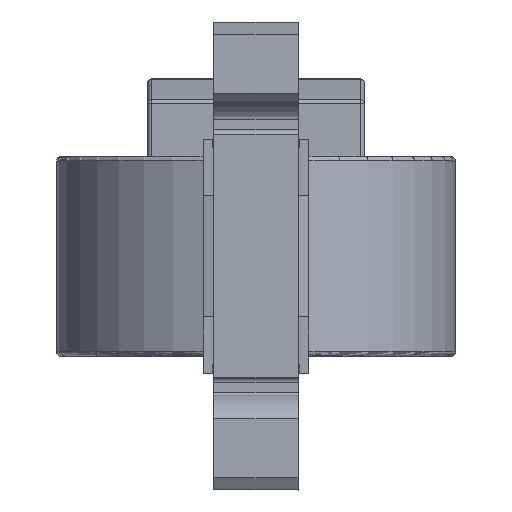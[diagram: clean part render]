
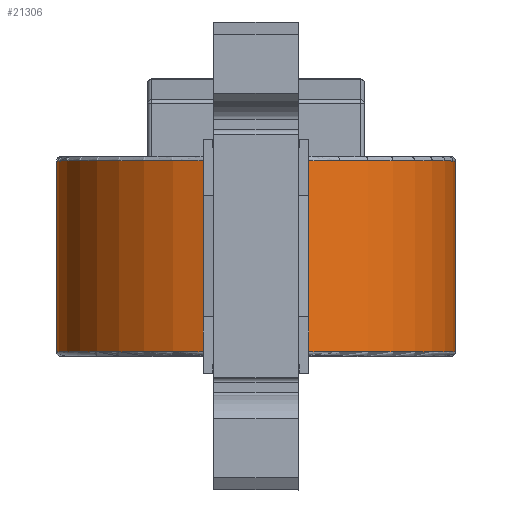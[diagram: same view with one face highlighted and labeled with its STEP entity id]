
A CAD part, top view. The second image highlights one B-rep face of the part: STEP entity #21306.
In plain terms, the highlighted cylindrical face has radius 23 mm (diameter 46 mm), a partial arc.
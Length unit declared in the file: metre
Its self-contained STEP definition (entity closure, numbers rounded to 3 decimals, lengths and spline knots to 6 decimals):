
#6596=CARTESIAN_POINT('',(-0.012,0.004,-0.019621));
#6597=CARTESIAN_POINT('',(-0.012049,0.004,-0.019591));
#6598=CARTESIAN_POINT('',(-0.012144,0.004014,
-0.019533));
#6599=CARTESIAN_POINT('',(-0.012274,0.004074,
-0.019451));
#6600=CARTESIAN_POINT('',(-0.012377,0.004163,
-0.019386));
#6601=CARTESIAN_POINT('',(-0.012449,0.004269,
-0.01934));
#6602=CARTESIAN_POINT('',(-0.012491,0.004384,
-0.019312));
#6603=CARTESIAN_POINT('',(-0.0125,0.004462,-0.019307));
#6604=CARTESIAN_POINT('',(-0.0125,0.0045,-0.019307));
#6614=DIRECTION('',(0.,1.,0.));
#6615=VECTOR('',#6614,0.0065);
#6616=CARTESIAN_POINT('',(0.0125,0.0045,-0.019307));
#6617=LINE('',#6616,#6615);
#6618=DIRECTION('',(0.,-1.,0.));
#6619=VECTOR('',#6618,0.0065);
#6620=CARTESIAN_POINT('',(-0.0125,0.011,-0.019307));
#6621=LINE('',#6620,#6619);
#6622=DIRECTION('',(0.,1.,0.));
#6623=VECTOR('',#6622,0.004);
#6624=CARTESIAN_POINT('',(-0.0061,0.007,0.022176));
#6625=LINE('',#6624,#6623);
#6626=DIRECTION('',(0.,1.,0.));
#6627=VECTOR('',#6626,0.004);
#6628=CARTESIAN_POINT('',(-0.0061,-0.011,0.022176));
#6629=LINE('',#6628,#6627);
#6630=DIRECTION('',(0.,-1.,0.));
#6631=VECTOR('',#6630,0.004);
#6632=CARTESIAN_POINT('',(0.0061,-0.007,0.022176));
#6633=LINE('',#6632,#6631);
#6634=DIRECTION('',(0.,-1.,0.));
#6635=VECTOR('',#6634,0.004);
#6636=CARTESIAN_POINT('',(0.0061,0.011,0.022176));
#6637=LINE('',#6636,#6635);
#6648=CARTESIAN_POINT('',(0.,0.011,0.));
#6649=DIRECTION('',(0.,1.,0.));
#6650=DIRECTION('',(1.,0.,0.));
#6651=AXIS2_PLACEMENT_3D('',#6648,#6649,#6650);
#6653=CARTESIAN_POINT('',(0.,0.011,0.));
#6654=DIRECTION('',(0.,1.,0.));
#6655=DIRECTION('',(0.265,0.,0.964));
#6656=AXIS2_PLACEMENT_3D('',#6653,#6654,#6655);
#8667=CARTESIAN_POINT('',(0.,-0.011,0.));
#8668=DIRECTION('',(0.,-1.,0.));
#8669=DIRECTION('',(1.,0.,0.));
#8670=AXIS2_PLACEMENT_3D('',#8667,#8668,#8669);
#8672=CARTESIAN_POINT('',(0.,-0.011,0.));
#8673=DIRECTION('',(0.,-1.,0.));
#8674=DIRECTION('',(-0.265,0.,-0.964));
#8675=AXIS2_PLACEMENT_3D('',#8672,#8673,#8674);
#8677=CARTESIAN_POINT('',(0.,-0.011,0.));
#8678=DIRECTION('',(0.,-1.,0.));
#8679=DIRECTION('',(-1.,0.,0.));
#8680=AXIS2_PLACEMENT_3D('',#8677,#8678,#8679);
#8682=CARTESIAN_POINT('',(0.,-0.011,0.));
#8683=DIRECTION('',(0.,-1.,0.));
#8684=DIRECTION('',(-0.265,0.,0.964));
#8685=AXIS2_PLACEMENT_3D('',#8682,#8683,#8684);
#8835=CARTESIAN_POINT('',(0.,0.011,0.));
#8836=DIRECTION('',(0.,1.,0.));
#8837=DIRECTION('',(-1.,0.,0.));
#8838=AXIS2_PLACEMENT_3D('',#8835,#8836,#8837);
#8840=CARTESIAN_POINT('',(0.,0.011,0.));
#8841=DIRECTION('',(0.,1.,0.));
#8842=DIRECTION('',(-0.543,0.,-0.839));
#8843=AXIS2_PLACEMENT_3D('',#8840,#8841,#8842);
#8845=DIRECTION('',(0.,-1.,0.));
#8846=VECTOR('',#8845,0.014);
#8847=CARTESIAN_POINT('',(-0.0061,0.007,0.022176));
#8848=LINE('',#8847,#8846);
#8849=DIRECTION('',(0.,1.,0.));
#8850=VECTOR('',#8849,0.014);
#8851=CARTESIAN_POINT('',(0.0061,-0.007,0.022176));
#8852=LINE('',#8851,#8850);
#8853=CARTESIAN_POINT('',(0.0125,0.0045,-0.019307));
#8854=CARTESIAN_POINT('',(0.0125,0.004462,-0.019307));
#8855=CARTESIAN_POINT('',(0.012491,0.004384,
-0.019312));
#8856=CARTESIAN_POINT('',(0.012449,0.004268,
-0.01934));
#8857=CARTESIAN_POINT('',(0.012376,0.004162,
-0.019386));
#8858=CARTESIAN_POINT('',(0.012274,0.004074,
-0.019452));
#8859=CARTESIAN_POINT('',(0.012144,0.004014,
-0.019533));
#8860=CARTESIAN_POINT('',(0.012049,0.004,-0.019592));
#8861=CARTESIAN_POINT('',(0.012,0.004,-0.019621));
#8894=CARTESIAN_POINT('',(0.,0.004,0.));
#8895=DIRECTION('',(0.,1.,0.));
#8896=DIRECTION('',(0.522,0.,-0.853));
#8897=AXIS2_PLACEMENT_3D('',#8894,#8895,#8896);
#9089=CARTESIAN_POINT('',(0.023,-0.011,0.));
#9090=CARTESIAN_POINT('',(0.0061,-0.011,0.022176));
#9091=VERTEX_POINT('',#9089);
#9092=VERTEX_POINT('',#9090);
#9093=CARTESIAN_POINT('',(-0.0061,-0.011,-0.022176));
#9094=VERTEX_POINT('',#9093);
#9095=CARTESIAN_POINT('',(-0.023,-0.011,0.));
#9096=VERTEX_POINT('',#9095);
#9097=CARTESIAN_POINT('',(-0.0061,-0.011,0.022176));
#9098=VERTEX_POINT('',#9097);
#9099=CARTESIAN_POINT('',(0.0125,0.0045,-0.019307));
#9100=CARTESIAN_POINT('',(0.0125,0.011,-0.019307));
#9101=VERTEX_POINT('',#9099);
#9102=VERTEX_POINT('',#9100);
#9103=VERTEX_POINT('',#8861);
#9104=CARTESIAN_POINT('',(-0.012,0.004,-0.019621));
#9105=VERTEX_POINT('',#9104);
#9106=VERTEX_POINT('',#6604);
#9107=CARTESIAN_POINT('',(-0.0125,0.011,-0.019307));
#9108=VERTEX_POINT('',#9107);
#9109=CARTESIAN_POINT('',(-0.023,0.011,0.));
#9110=VERTEX_POINT('',#9109);
#9111=CARTESIAN_POINT('',(-0.0061,0.011,0.022176));
#9112=VERTEX_POINT('',#9111);
#9113=CARTESIAN_POINT('',(-0.0061,0.007,0.022176));
#9114=VERTEX_POINT('',#9113);
#9115=CARTESIAN_POINT('',(-0.0061,-0.007,0.022176));
#9116=VERTEX_POINT('',#9115);
#9117=CARTESIAN_POINT('',(0.0061,-0.007,0.022176));
#9118=VERTEX_POINT('',#9117);
#9119=CARTESIAN_POINT('',(0.0061,0.007,0.022176));
#9120=VERTEX_POINT('',#9119);
#9121=CARTESIAN_POINT('',(0.0061,0.011,0.022176));
#9122=VERTEX_POINT('',#9121);
#9123=CARTESIAN_POINT('',(0.023,0.011,0.));
#9124=VERTEX_POINT('',#9123);
#21264=CARTESIAN_POINT('',(0.,-0.0115,0.));
#21265=DIRECTION('',(0.,1.,0.));
#21266=DIRECTION('',(1.,0.,0.));
#21267=AXIS2_PLACEMENT_3D('',#21264,#21265,#21266);
#21268=CYLINDRICAL_SURFACE('',#21267,0.023);
#21270=ORIENTED_EDGE('',*,*,#21269,.T.);
#21271=ORIENTED_EDGE('',*,*,#12184,.F.);
#21273=ORIENTED_EDGE('',*,*,#21272,.T.);
#21275=ORIENTED_EDGE('',*,*,#21274,.T.);
#21276=ORIENTED_EDGE('',*,*,#21248,.T.);
#21277=ORIENTED_EDGE('',*,*,#11628,.F.);
#21279=ORIENTED_EDGE('',*,*,#21278,.T.);
#21281=ORIENTED_EDGE('',*,*,#21280,.T.);
#21283=ORIENTED_EDGE('',*,*,#21282,.F.);
#21285=ORIENTED_EDGE('',*,*,#21284,.T.);
#21287=ORIENTED_EDGE('',*,*,#21286,.F.);
#21289=ORIENTED_EDGE('',*,*,#21288,.T.);
#21291=ORIENTED_EDGE('',*,*,#21290,.T.);
#21293=ORIENTED_EDGE('',*,*,#21292,.T.);
#21295=ORIENTED_EDGE('',*,*,#21294,.T.);
#21297=ORIENTED_EDGE('',*,*,#21296,.F.);
#21299=ORIENTED_EDGE('',*,*,#21298,.T.);
#21301=ORIENTED_EDGE('',*,*,#21300,.F.);
#21303=ORIENTED_EDGE('',*,*,#21302,.T.);
#21304=EDGE_LOOP('',(#21270,#21271,#21273,#21275,#21276,#21277,#21279,#21281,
#21283,#21285,#21287,#21289,#21291,#21293,#21295,#21297,#21299,#21301,#21303));
#21305=FACE_OUTER_BOUND('',#21304,.F.);
#6605=B_SPLINE_CURVE_WITH_KNOTS('',3,(#6596,#6597,#6598,#6599,#6600,#6601,#6602,
#6603,#6604),.UNSPECIFIED.,.F.,.F.,(4,1,1,1,1,1,4),(0.,0.166667,
0.333333,0.5,0.666667,0.833333,1.),
.UNSPECIFIED.);
#6652=CIRCLE('',#6651,0.023);
#6657=CIRCLE('',#6656,0.023);
#8671=CIRCLE('',#8670,0.023);
#8676=CIRCLE('',#8675,0.023);
#8681=CIRCLE('',#8680,0.023);
#8686=CIRCLE('',#8685,0.023);
#8839=CIRCLE('',#8838,0.023);
#8844=CIRCLE('',#8843,0.023);
#8862=B_SPLINE_CURVE_WITH_KNOTS('',3,(#8853,#8854,#8855,#8856,#8857,#8858,#8859,
#8860,#8861),.UNSPECIFIED.,.F.,.F.,(4,1,1,1,1,1,4),(0.,0.166667,
0.333333,0.5,0.666667,0.833333,1.),
.UNSPECIFIED.);
#8898=CIRCLE('',#8897,0.023);
#11628=EDGE_CURVE('',#9108,#9106,#6621,.T.);
#12184=EDGE_CURVE('',#9101,#9102,#6617,.T.);
#21248=EDGE_CURVE('',#9105,#9106,#6605,.T.);
#21269=EDGE_CURVE('',#9124,#9102,#6652,.T.);
#21272=EDGE_CURVE('',#9101,#9103,#8862,.T.);
#21274=EDGE_CURVE('',#9103,#9105,#8898,.T.);
#21278=EDGE_CURVE('',#9108,#9110,#8844,.T.);
#21280=EDGE_CURVE('',#9110,#9112,#8839,.T.);
#21282=EDGE_CURVE('',#9114,#9112,#6625,.T.);
#21284=EDGE_CURVE('',#9114,#9116,#8848,.T.);
#21286=EDGE_CURVE('',#9098,#9116,#6629,.T.);
#21288=EDGE_CURVE('',#9098,#9096,#8686,.T.);
#21290=EDGE_CURVE('',#9096,#9094,#8681,.T.);
#21292=EDGE_CURVE('',#9094,#9091,#8676,.T.);
#21294=EDGE_CURVE('',#9091,#9092,#8671,.T.);
#21296=EDGE_CURVE('',#9118,#9092,#6633,.T.);
#21298=EDGE_CURVE('',#9118,#9120,#8852,.T.);
#21300=EDGE_CURVE('',#9122,#9120,#6637,.T.);
#21302=EDGE_CURVE('',#9122,#9124,#6657,.T.);
#21306=ADVANCED_FACE('',(#21305),#21268,.T.);
